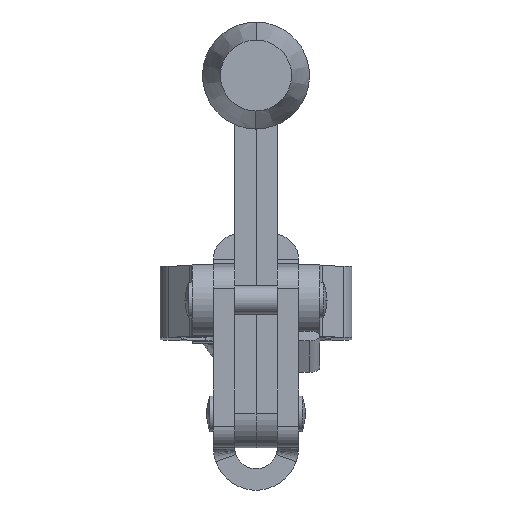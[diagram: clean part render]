
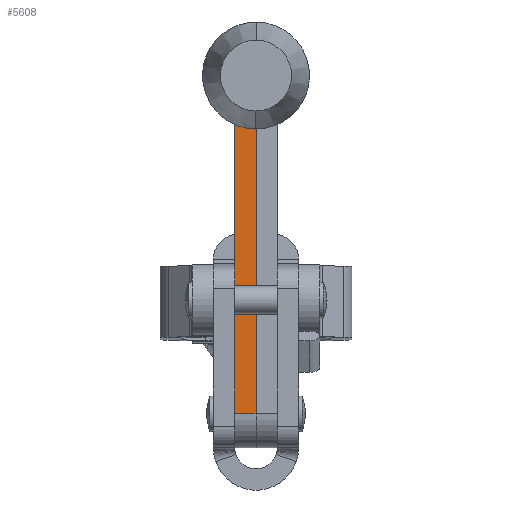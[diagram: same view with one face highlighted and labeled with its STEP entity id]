
A CAD part, front view. The second image highlights one B-rep face of the part: STEP entity #5608.
In plain terms, the highlighted face is planar.
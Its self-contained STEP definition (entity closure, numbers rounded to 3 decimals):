
#3798 = VERTEX_POINT ( 'NONE', #11147 ) ;
#3866 = VERTEX_POINT ( 'NONE', #11113 ) ;
#3926 = VERTEX_POINT ( 'NONE', #11082 ) ;
#3948 = VERTEX_POINT ( 'NONE', #11071 ) ;
#3989 = VERTEX_POINT ( 'NONE', #11050 ) ;
#4177 = VERTEX_POINT ( 'NONE', #10874 ) ;
#4240 = VERTEX_POINT ( 'NONE', #10859 ) ;
#5055 = FACE_OUTER_BOUND ( 'NONE', #9860, .T. ) ;
#5608 = ADVANCED_FACE ( 'NONE', ( #5055 ), #6252, .T. ) ;
#6247 = CARTESIAN_POINT ( 'NONE',  ( 3.2, 0., 9.6 ) ) ;
#6252 = PLANE ( 'NONE',  #14748 ) ;
#6255 = DIRECTION ( 'NONE',  ( 0., 0., 1. ) ) ;
#6256 = DIRECTION ( 'NONE',  ( 1., 0., 0. ) ) ;
#9708 = ORIENTED_EDGE ( 'NONE', *, *, #10138, .T. ) ;
#9709 = ORIENTED_EDGE ( 'NONE', *, *, #10137, .T. ) ;
#9710 = ORIENTED_EDGE ( 'NONE', *, *, #10136, .T. ) ;
#9711 = ORIENTED_EDGE ( 'NONE', *, *, #10135, .T. ) ;
#9712 = ORIENTED_EDGE ( 'NONE', *, *, #10134, .T. ) ;
#9713 = ORIENTED_EDGE ( 'NONE', *, *, #10133, .F. ) ;
#9714 = ORIENTED_EDGE ( 'NONE', *, *, #10057, .T. ) ;
#9860 = EDGE_LOOP ( 'NONE', ( #9714, #9713, #9712, #9711, #9710, #9709, #9708 ) ) ;
#10057 = EDGE_CURVE ( 'NONE', #3798, #3948, #16510, .T. ) ;
#10133 = EDGE_CURVE ( 'NONE', #3989, #3948, #16644, .T. ) ;
#10134 = EDGE_CURVE ( 'NONE', #3989, #3866, #16642, .T. ) ;
#10135 = EDGE_CURVE ( 'NONE', #3866, #3926, #16646, .T. ) ;
#10136 = EDGE_CURVE ( 'NONE', #3926, #4240, #16648, .T. ) ;
#10137 = EDGE_CURVE ( 'NONE', #4240, #4177, #16649, .T. ) ;
#10138 = EDGE_CURVE ( 'NONE', #4177, #3798, #16650, .T. ) ;
#10859 = CARTESIAN_POINT ( 'NONE',  ( 0., 0., 9.6 ) ) ;
#10874 = CARTESIAN_POINT ( 'NONE',  ( -2.934, -0.899, 9.6 ) ) ;
#11050 = CARTESIAN_POINT ( 'NONE',  ( 50.82, 0., 9.6 ) ) ;
#11071 = CARTESIAN_POINT ( 'NONE',  ( 50.82, -3., 9.6 ) ) ;
#11082 = CARTESIAN_POINT ( 'NONE',  ( 6., -1.548, 9.6 ) ) ;
#11113 = CARTESIAN_POINT ( 'NONE',  ( 8.626, 0., 9.6 ) ) ;
#11147 = CARTESIAN_POINT ( 'NONE',  ( 8.626, -3., 9.6 ) ) ;
#12332 = DIRECTION ( 'NONE',  ( 1., 0., 0. ) ) ;
#12337 = CARTESIAN_POINT ( 'NONE',  ( 8.626, -3., 9.6 ) ) ;
#14748 = AXIS2_PLACEMENT_3D ( 'NONE', #6247, #6255, #6256 ) ;
#15066 = AXIS2_PLACEMENT_3D ( 'NONE', #18599, #18600, #18601 ) ;
#15067 = AXIS2_PLACEMENT_3D ( 'NONE', #18602, #18603, #18604 ) ;
#15068 = AXIS2_PLACEMENT_3D ( 'NONE', #18606, #18607, #18608 ) ;
#16510 = LINE ( 'NONE', #12337, #16565 ) ;
#16565 = VECTOR ( 'NONE', #12332, 1000. ) ;
#16642 = LINE ( 'NONE', #18595, #16647 ) ;
#16644 = LINE ( 'NONE', #18593, #16645 ) ;
#16645 = VECTOR ( 'NONE', #18594, 1000. ) ;
#16646 = CIRCLE ( 'NONE', #15066, 3. ) ;
#16647 = VECTOR ( 'NONE', #18596, 1000. ) ;
#16648 = CIRCLE ( 'NONE', #15067, 3.2 ) ;
#16649 = LINE ( 'NONE', #18597, #16651 ) ;
#16650 = CIRCLE ( 'NONE', #15068, 6.2 ) ;
#16651 = VECTOR ( 'NONE', #18598, 1000. ) ;
#18593 = CARTESIAN_POINT ( 'NONE',  ( 50.82, 0., 9.6 ) ) ;
#18594 = DIRECTION ( 'NONE',  ( 0., -1., 0. ) ) ;
#18595 = CARTESIAN_POINT ( 'NONE',  ( 8.626, 0., 9.6 ) ) ;
#18596 = DIRECTION ( 'NONE',  ( -1., 0., 0. ) ) ;
#18597 = CARTESIAN_POINT ( 'NONE',  ( 0., 0., 9.6 ) ) ;
#18598 = DIRECTION ( 'NONE',  ( -0.956, -0.293, 0. ) ) ;
#18599 = CARTESIAN_POINT ( 'NONE',  ( 8.626, -3., 9.6 ) ) ;
#18600 = DIRECTION ( 'NONE',  ( 0., 0., 1. ) ) ;
#18601 = DIRECTION ( 'NONE',  ( -1., 0., 0. ) ) ;
#18602 = CARTESIAN_POINT ( 'NONE',  ( 3.2, 0., 9.6 ) ) ;
#18603 = DIRECTION ( 'NONE',  ( 0., 0., -1. ) ) ;
#18604 = DIRECTION ( 'NONE',  ( 1., 0., 0. ) ) ;
#18606 = CARTESIAN_POINT ( 'NONE',  ( 3.2, 0., 9.6 ) ) ;
#18607 = DIRECTION ( 'NONE',  ( 0., 0., 1. ) ) ;
#18608 = DIRECTION ( 'NONE',  ( 1., 0., 0. ) ) ;
